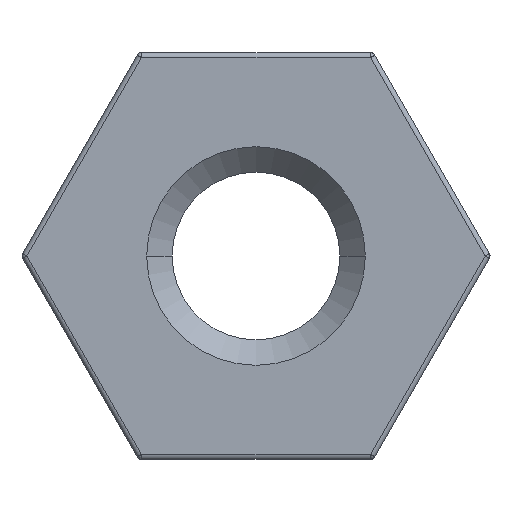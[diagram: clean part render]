
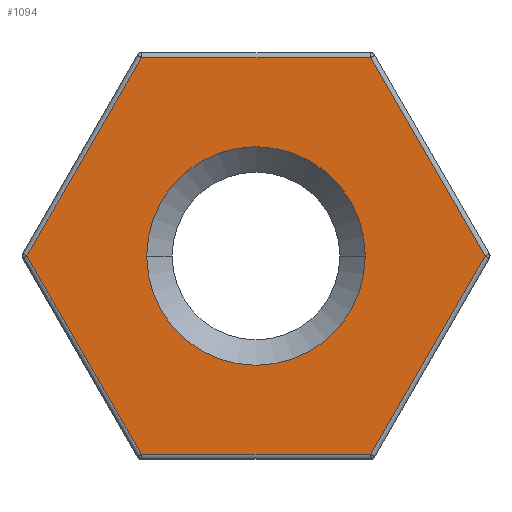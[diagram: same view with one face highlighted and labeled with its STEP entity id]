
A CAD part, left-side view. The second image highlights one B-rep face of the part: STEP entity #1094.
In plain terms, the highlighted planar face has unit normal (-1, 0, 0).
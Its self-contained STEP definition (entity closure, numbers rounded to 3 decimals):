
#3 = VERTEX_POINT ( 'NONE', #304 ) ;
#62 = AXIS2_PLACEMENT_3D ( 'NONE', #127, #124, #403 ) ;
#90 = CIRCLE ( 'NONE', #377, 2.15 ) ;
#109 = EDGE_CURVE ( 'NONE', #247, #760, #426, .T. ) ;
#124 = DIRECTION ( 'NONE',  ( 1., 0., 0. ) ) ;
#127 = CARTESIAN_POINT ( 'NONE',  ( 0., 0., 0. ) ) ;
#165 = EDGE_CURVE ( 'NONE', #977, #885, #441, .T. ) ;
#175 = LINE ( 'NONE', #220, #714 ) ;
#206 = VERTEX_POINT ( 'NONE', #651 ) ;
#220 = CARTESIAN_POINT ( 'NONE',  ( 0., 3.377, -1.95 ) ) ;
#231 = EDGE_CURVE ( 'NONE', #760, #247, #90, .T. ) ;
#237 = EDGE_CURVE ( 'NONE', #990, #206, #175, .T. ) ;
#247 = VERTEX_POINT ( 'NONE', #691 ) ;
#251 = CARTESIAN_POINT ( 'NONE',  ( 0., 0., 0. ) ) ;
#256 = EDGE_CURVE ( 'NONE', #1242, #977, #443, .T. ) ;
#287 = EDGE_CURVE ( 'NONE', #3, #990, #727, .T. ) ;
#303 = EDGE_CURVE ( 'NONE', #885, #3, #1262, .T. ) ;
#304 = CARTESIAN_POINT ( 'NONE',  ( 0., 2.252, 3.9 ) ) ;
#308 = CARTESIAN_POINT ( 'NONE',  ( 0., 0., -3.9 ) ) ;
#311 = EDGE_CURVE ( 'NONE', #206, #1242, #392, .T. ) ;
#333 = ORIENTED_EDGE ( 'NONE', *, *, #287, .T. ) ;
#343 = DIRECTION ( 'NONE',  ( 0., 1., 0. ) ) ;
#375 = DIRECTION ( 'NONE',  ( 0., 0.5, 0.866 ) ) ;
#377 = AXIS2_PLACEMENT_3D ( 'NONE', #251, #799, #343 ) ;
#380 = DIRECTION ( 'NONE',  ( 0., -0.5, -0.866 ) ) ;
#392 = LINE ( 'NONE', #308, #851 ) ;
#403 = DIRECTION ( 'NONE',  ( 0., 1., 0. ) ) ;
#410 = VECTOR ( 'NONE', #621, 1000. ) ;
#419 = DIRECTION ( 'NONE',  ( 1., 0., 0. ) ) ;
#420 = DIRECTION ( 'NONE',  ( 0., -1., 0. ) ) ;
#426 = CIRCLE ( 'NONE', #62, 2.15 ) ;
#429 = CARTESIAN_POINT ( 'NONE',  ( 0., -3.377, -1.95 ) ) ;
#430 = ORIENTED_EDGE ( 'NONE', *, *, #311, .T. ) ;
#441 = LINE ( 'NONE', #494, #1065 ) ;
#443 = LINE ( 'NONE', #429, #410 ) ;
#494 = CARTESIAN_POINT ( 'NONE',  ( 0., -3.377, 1.95 ) ) ;
#595 = DIRECTION ( 'NONE',  ( 0., 1., 0. ) ) ;
#599 = CARTESIAN_POINT ( 'NONE',  ( 0., 0., 0. ) ) ;
#616 = AXIS2_PLACEMENT_3D ( 'NONE', #599, #419, #1006 ) ;
#621 = DIRECTION ( 'NONE',  ( 0., -0.5, 0.866 ) ) ;
#651 = CARTESIAN_POINT ( 'NONE',  ( 0., 2.252, -3.9 ) ) ;
#670 = ORIENTED_EDGE ( 'NONE', *, *, #256, .T. ) ;
#691 = CARTESIAN_POINT ( 'NONE',  ( 0., -2.15, 0. ) ) ;
#714 = VECTOR ( 'NONE', #380, 1000. ) ;
#727 = LINE ( 'NONE', #1134, #1098 ) ;
#760 = VERTEX_POINT ( 'NONE', #1050 ) ;
#764 = ORIENTED_EDGE ( 'NONE', *, *, #109, .T. ) ;
#786 = CARTESIAN_POINT ( 'NONE',  ( 0., -4.503, 0. ) ) ;
#799 = DIRECTION ( 'NONE',  ( 1., 0., 0. ) ) ;
#813 = ORIENTED_EDGE ( 'NONE', *, *, #165, .T. ) ;
#851 = VECTOR ( 'NONE', #420, 1000. ) ;
#861 = CARTESIAN_POINT ( 'NONE',  ( 0., 4.503, 0. ) ) ;
#878 = EDGE_LOOP ( 'NONE', ( #813, #992, #333, #1056, #430, #670 ) ) ;
#885 = VERTEX_POINT ( 'NONE', #1193 ) ;
#887 = EDGE_LOOP ( 'NONE', ( #896, #764 ) ) ;
#896 = ORIENTED_EDGE ( 'NONE', *, *, #231, .T. ) ;
#933 = CARTESIAN_POINT ( 'NONE',  ( 0., 0., 3.9 ) ) ;
#937 = PLANE ( 'NONE',  #616 ) ;
#977 = VERTEX_POINT ( 'NONE', #786 ) ;
#990 = VERTEX_POINT ( 'NONE', #861 ) ;
#992 = ORIENTED_EDGE ( 'NONE', *, *, #303, .T. ) ;
#1006 = DIRECTION ( 'NONE',  ( 0., 1., 0. ) ) ;
#1017 = CARTESIAN_POINT ( 'NONE',  ( 0., -2.252, -3.9 ) ) ;
#1050 = CARTESIAN_POINT ( 'NONE',  ( 0., 2.15, 0. ) ) ;
#1056 = ORIENTED_EDGE ( 'NONE', *, *, #237, .T. ) ;
#1065 = VECTOR ( 'NONE', #375, 1000. ) ;
#1094 = ADVANCED_FACE ( 'NONE', ( #1106, #1151 ), #937, .F. ) ;
#1098 = VECTOR ( 'NONE', #1203, 1000. ) ;
#1106 = FACE_OUTER_BOUND ( 'NONE', #878, .T. ) ;
#1134 = CARTESIAN_POINT ( 'NONE',  ( 0., 3.377, 1.95 ) ) ;
#1151 = FACE_BOUND ( 'NONE', #887, .T. ) ;
#1193 = CARTESIAN_POINT ( 'NONE',  ( 0., -2.252, 3.9 ) ) ;
#1203 = DIRECTION ( 'NONE',  ( 0., 0.5, -0.866 ) ) ;
#1239 = VECTOR ( 'NONE', #595, 1000. ) ;
#1242 = VERTEX_POINT ( 'NONE', #1017 ) ;
#1262 = LINE ( 'NONE', #933, #1239 ) ;
